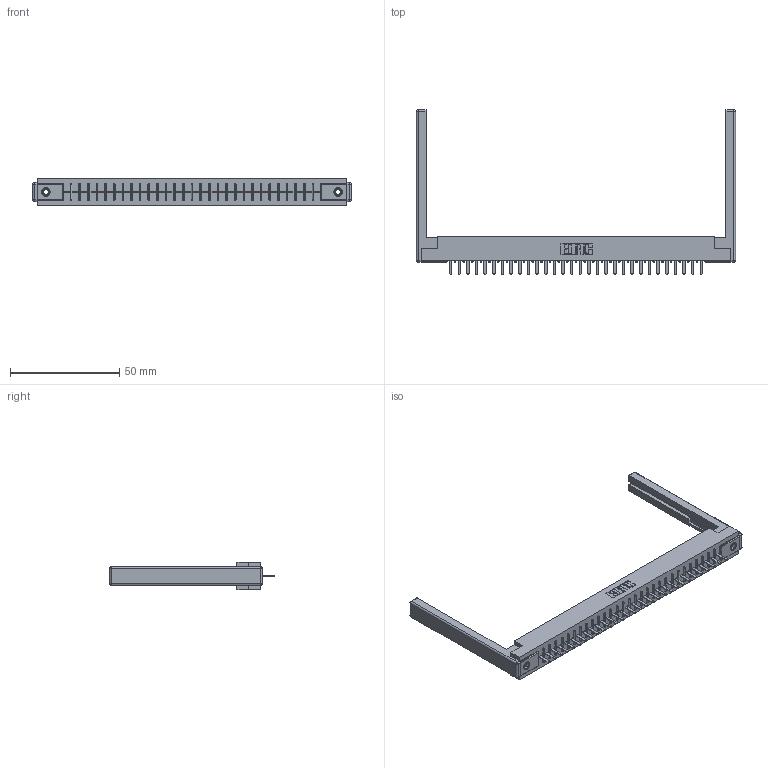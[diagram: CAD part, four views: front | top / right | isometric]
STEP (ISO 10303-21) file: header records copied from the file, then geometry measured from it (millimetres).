
FILE_DESCRIPTION (( 'STEP AP203' ), '1' );
FILE_NAME ('316-030-420-168.STEP', '2020-09-23T00:35:57', ( '' ), ( '' ), 'SwSTEP 2.0', 'SolidWorks 2020', '' );
FILE_SCHEMA (( 'CONFIG_CONTROL_DESIGN' ));
Length unit declared in the file: inch
Products named in the file (5): 316-030-420-168; 306-290-001_120; 345-250-001_345-250-001-102; 306 Part_.156 Dia; 307-220-068
Assembly tree (35 placements, depth 2):
  316-030-420-168
    306 Part_.156 Dia
    306-290-001_120  x30
    345-250-001_345-250-001-102  x2
    307-220-068  x2
Bounding box: 146.3 x 75.41 x 12.7 mm (x, y, z)
Volume: 20441.3 mm3; surface area: 20435.7 mm2
Topology: 35 solids, 35 shells, 2370 faces, 6616 edges, 4228 vertices
Faces by surface type: plane 1566, cylinder 660, sphere 128, cone 12, torus 4
Entity records: 32246 total; most frequent: CARTESIAN_POINT 5378, ORIENTED_EDGE 5322, DIRECTION 5317, EDGE_CURVE 2661, LINE 2071, VECTOR 2071, VERTEX_POINT 1684, AXIS2_PLACEMENT_3D 1623
